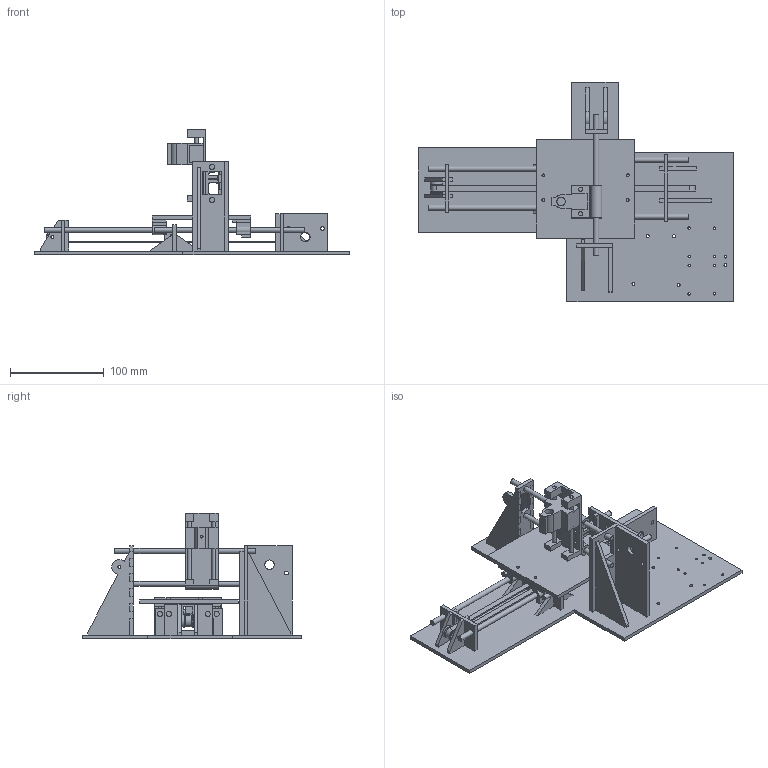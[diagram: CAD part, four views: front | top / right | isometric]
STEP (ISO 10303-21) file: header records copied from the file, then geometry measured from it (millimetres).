
FILE_DESCRIPTION(/* description */ (''),/* implementation_level */ '2;1');
FILE_NAME(/* name */ '2024-spring-plotter.step',/* time_stamp */ '2025-10-12T23:04:40+02:00',/* author */ (''),/* organization */ (''),/* preprocessor_version */ 'ST-DEVELOPER v20.1',/* originating_system */ 'Autodesk Translation Framework v14.17.0.0',/* authorisation */ '');
FILE_SCHEMA (('AUTOMOTIVE_DESIGN { 1 0 10303 214 3 1 1 }'));
Length unit declared in the file: millimetre
Products named in the file (17): 2024_Spring_Plotter; TopRailHolder; BottomRailHolder; RightRailHolder; LeftRailHolder; MiddleHolder; PlateHolderNarrow; BasePlankNew; PenHolderSlider; Draw plate; Belt; PlateHolderWide; BlindPulley; Nails; 2025-09-25-11-50-12-206; 2025-10-02-18-51-26-410; 2025-10-02-19-14-05-110
Assembly tree (16 placements, depth 2):
  2024_Spring_Plotter
    TopRailHolder
    BottomRailHolder
    RightRailHolder
    LeftRailHolder
    MiddleHolder
    PlateHolderNarrow
    BasePlankNew
    PenHolderSlider
    Draw plate
    Belt
    PlateHolderWide
    BlindPulley
    Nails
    2025-09-25-11-50-12-206
    2025-10-02-18-51-26-410
    2025-10-02-19-14-05-110
Bounding box: 336 x 234 x 133.83 mm (x, y, z)
Volume: 415189.7 mm3; surface area: 264443.3 mm2
Topology: 34 solids, 34 shells, 922 faces, 2546 edges, 1686 vertices
Faces by surface type: plane 791, cylinder 129, cone 2
Full cylindrical faces by diameter (mm): 1.9 x2, 2.5 x8, 2.95 x1, 3 x26, 3.175 x4, 3.5 x1, 4 x4, 4.3 x6, 4.4 x4, 5 x1, 5.5 x20, 5.8 x2, 6 x4, 6.4 x2, 7 x2, 9 x2, 10 x2, 13 x2
Entity records: 30153 total; most frequent: CARTESIAN_POINT 5374, ORIENTED_EDGE 5092, DIRECTION 4705, EDGE_CURVE 2546, LINE 2271, VECTOR 2271, VERTEX_POINT 1686, AXIS2_PLACEMENT_3D 1217
